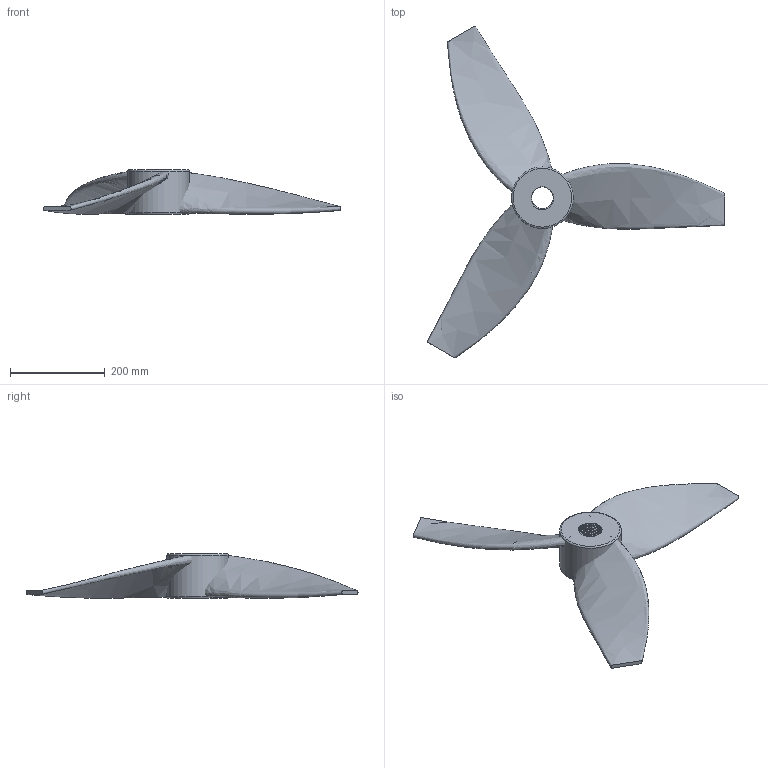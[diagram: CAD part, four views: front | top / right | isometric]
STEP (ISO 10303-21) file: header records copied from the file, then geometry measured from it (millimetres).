
FILE_DESCRIPTION(('FreeCAD Model'),'2;1');
FILE_NAME('Open CASCADE Shape Model','2025-05-03T03:59:10',('FreeCAD'),( 'FreeCAD'),'Open CASCADE STEP processor 7.6','FreeCAD','Unknown');
FILE_SCHEMA(('AUTOMOTIVE_DESIGN { 1 0 10303 214 1 1 1 1 }'));
Length unit declared in the file: millimetre
Products named in the file (1): Open CASCADE STEP translator 7.6 1
Bounding box: 627.89 x 700.61 x 94 mm (x, y, z)
Volume: 2991026.4 mm3; surface area: 377989.8 mm2
Topology: 4 solids, 4 shells, 65 faces, 173 edges, 116 vertices
Faces by surface type: cylinder 50, plane 8, bspline 5, torus 2
Full cylindrical faces by diameter (mm): 45.97 x22, 50.446 x23, 130 x1
Entity records: 9692 total; most frequent: CARTESIAN_POINT 8288, ORIENTED_EDGE 346, DIRECTION 192, EDGE_CURVE 173, VERTEX_POINT 116, B_SPLINE_CURVE_WITH_KNOTS 114, AXIS2_PLACEMENT_3D 72, FACE_BOUND 67
